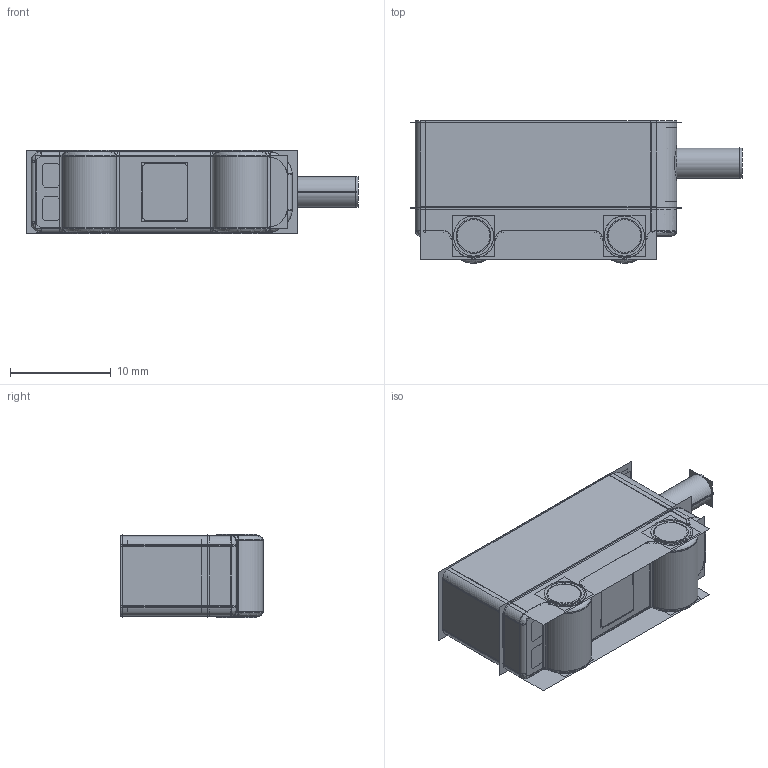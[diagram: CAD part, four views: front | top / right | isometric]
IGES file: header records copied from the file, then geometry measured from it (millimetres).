
Start section:  PTC IGES file: 227191.igs
Global section: file name: 227191.igs; native system: Creo Parametric by PTC Inc.; preprocessor: 2019292; author: PDMAdmin; organization: Unknown; date: 20220107.130027; units: millimetre
Bounding box: 33.02 x 14.17 x 8.32 mm (x, y, z)
Volume: 1349.8 mm3; surface area: 13301.8 mm2
Topology: 7 solids, 7 shells, 410 faces, 2070 edges, 2636 vertices
Faces by surface type: revolution 262, bspline 148
